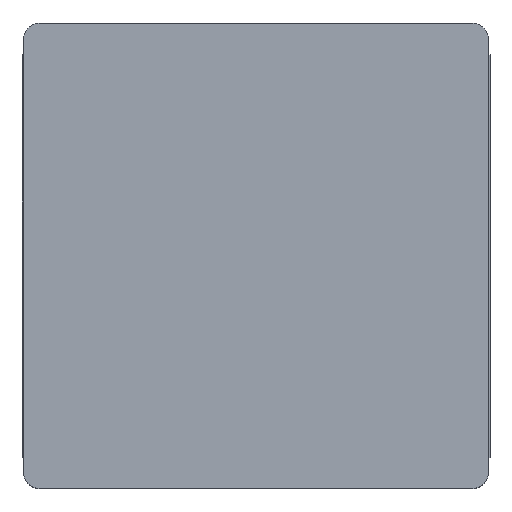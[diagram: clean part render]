
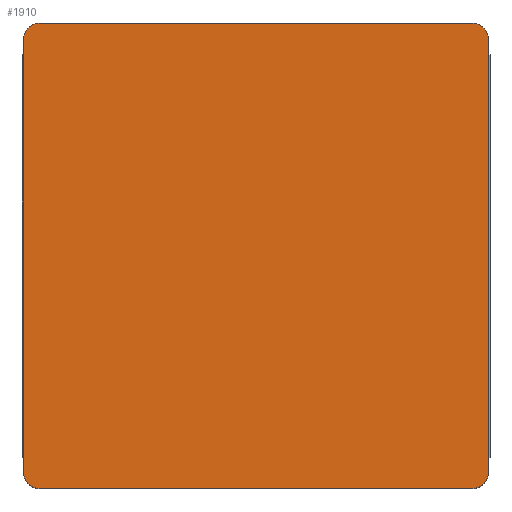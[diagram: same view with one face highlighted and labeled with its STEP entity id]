
A CAD part, top view. The second image highlights one B-rep face of the part: STEP entity #1910.
In plain terms, the highlighted planar face has unit normal (0, 0, 1).
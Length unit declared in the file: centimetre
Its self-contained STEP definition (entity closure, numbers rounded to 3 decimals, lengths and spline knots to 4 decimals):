
#32=CARTESIAN_POINT('',(-0.14,-0.15,0.14));
#33=VERTEX_POINT('',#32);
#34=CARTESIAN_POINT('',(-0.15,-0.14,0.14));
#35=VERTEX_POINT('',#34);
#36=CARTESIAN_POINT('',(-0.14,-0.14,0.14));
#37=DIRECTION('',(0.,-0.,-1.));
#38=DIRECTION('',(-0.707,-0.707,0.));
#39=AXIS2_PLACEMENT_3D('',#36,#37,#38);
#40=CIRCLE('',#39,0.01);
#41=EDGE_CURVE('',#33,#35,#40,.T.);
#83=CARTESIAN_POINT('',(0.14,-0.15,0.14));
#84=VERTEX_POINT('',#83);
#91=CARTESIAN_POINT('',(12345.15,-0.15,0.14));
#92=DIRECTION('',(-1.,0.,0.));
#93=VECTOR('',#92,24690.);
#94=LINE('',#91,#93);
#95=EDGE_CURVE('',#84,#33,#94,.T.);
#184=CARTESIAN_POINT('',(0.15,-0.14,0.14));
#185=VERTEX_POINT('',#184);
#186=CARTESIAN_POINT('',(0.14,-0.14,0.14));
#187=DIRECTION('',(0.,0.,-1.));
#188=DIRECTION('',(0.707,-0.707,0.));
#189=AXIS2_PLACEMENT_3D('',#186,#187,#188);
#190=CIRCLE('',#189,0.01);
#191=EDGE_CURVE('',#185,#84,#190,.T.);
#211=CARTESIAN_POINT('',(0.15,0.14,0.14));
#212=VERTEX_POINT('',#211);
#219=CARTESIAN_POINT('',(0.15,12345.15,0.14));
#220=DIRECTION('',(-0.,-1.,0.));
#221=VECTOR('',#220,24690.);
#222=LINE('',#219,#221);
#223=EDGE_CURVE('',#212,#185,#222,.T.);
#233=CARTESIAN_POINT('',(-0.15,0.14,0.14));
#234=VERTEX_POINT('',#233);
#235=CARTESIAN_POINT('',(-0.14,0.15,0.14));
#236=VERTEX_POINT('',#235);
#237=CARTESIAN_POINT('',(-0.14,0.14,0.14));
#238=DIRECTION('',(0.,0.,-1.));
#239=DIRECTION('',(-0.707,0.707,0.));
#240=AXIS2_PLACEMENT_3D('',#237,#238,#239);
#241=CIRCLE('',#240,0.01);
#242=EDGE_CURVE('',#234,#236,#241,.T.);
#266=CARTESIAN_POINT('',(0.14,0.15,0.14));
#267=VERTEX_POINT('',#266);
#268=CARTESIAN_POINT('',(-12345.15,0.15,0.14));
#269=DIRECTION('',(1.,0.,-0.));
#270=VECTOR('',#269,24690.);
#271=LINE('',#268,#270);
#272=EDGE_CURVE('',#236,#267,#271,.T.);
#289=CARTESIAN_POINT('',(0.14,0.14,0.14));
#290=DIRECTION('',(0.,-0.,-1.));
#291=DIRECTION('',(0.707,0.707,0.));
#292=AXIS2_PLACEMENT_3D('',#289,#290,#291);
#293=CIRCLE('',#292,0.01);
#294=EDGE_CURVE('',#267,#212,#293,.T.);
#1884=CARTESIAN_POINT('',(-0.15,-12345.15,0.14));
#1885=DIRECTION('',(-0.,1.,0.));
#1886=VECTOR('',#1885,24690.);
#1887=LINE('',#1884,#1886);
#1888=EDGE_CURVE('',#35,#234,#1887,.T.);
#1895=CARTESIAN_POINT('',(0.,-0.,0.14));
#1896=DIRECTION('',(-0.,-0.,1.));
#1897=DIRECTION('',(1.,0.,0.));
#1898=AXIS2_PLACEMENT_3D('',#1895,#1896,#1897);
#1899=PLANE('',#1898);
#1900=ORIENTED_EDGE('',*,*,#41,.F.);
#1901=ORIENTED_EDGE('',*,*,#95,.F.);
#1902=ORIENTED_EDGE('',*,*,#191,.F.);
#1903=ORIENTED_EDGE('',*,*,#223,.F.);
#1904=ORIENTED_EDGE('',*,*,#294,.F.);
#1905=ORIENTED_EDGE('',*,*,#272,.F.);
#1906=ORIENTED_EDGE('',*,*,#242,.F.);
#1907=ORIENTED_EDGE('',*,*,#1888,.F.);
#1908=EDGE_LOOP('',(#1900,#1901,#1902,#1903,#1904,#1905,#1906,#1907));
#1909=FACE_BOUND('',#1908,.T.);
#1910=ADVANCED_FACE('',(#1909),#1899,.T.);
